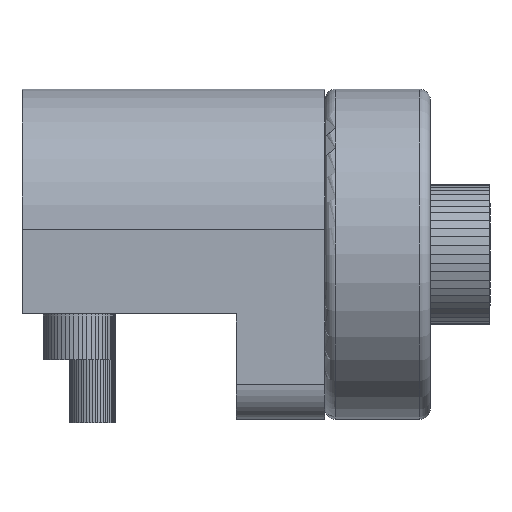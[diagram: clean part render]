
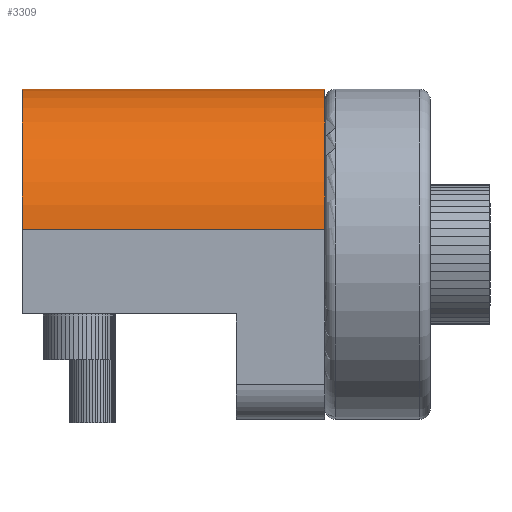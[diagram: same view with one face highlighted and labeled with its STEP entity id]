
A CAD part, left-side view. The second image highlights one B-rep face of the part: STEP entity #3309.
In plain terms, the highlighted cylindrical face has radius 2 mm (diameter 4 mm), a partial arc.
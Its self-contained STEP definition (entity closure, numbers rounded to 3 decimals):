
#443 = VERTEX_POINT('',#444);
#444 = CARTESIAN_POINT('',(-5.25,0.,4.7));
#606 = VERTEX_POINT('',#607);
#607 = CARTESIAN_POINT('',(-7.25,0.,2.7));
#797 = VERTEX_POINT('',#798);
#798 = CARTESIAN_POINT('',(-5.25,4.31,4.7));
#806 = EDGE_CURVE('',#797,#443,#807,.T.);
#807 = LINE('',#808,#809);
#808 = CARTESIAN_POINT('',(-5.25,4.31,4.7));
#809 = VECTOR('',#810,1.);
#810 = DIRECTION('',(-0.,-1.,0.));
#852 = EDGE_CURVE('',#606,#443,#853,.T.);
#853 = CIRCLE('',#854,2.);
#854 = AXIS2_PLACEMENT_3D('',#855,#856,#857);
#855 = CARTESIAN_POINT('',(-5.25,0.,2.7));
#856 = DIRECTION('',(0.,1.,0.));
#857 = DIRECTION('',(-1.,-0.,-0.));
#997 = VERTEX_POINT('',#998);
#998 = CARTESIAN_POINT('',(-7.25,4.31,2.7));
#1004 = EDGE_CURVE('',#997,#606,#1005,.T.);
#1005 = LINE('',#1006,#1007);
#1006 = CARTESIAN_POINT('',(-7.25,4.31,2.7));
#1007 = VECTOR('',#1008,1.);
#1008 = DIRECTION('',(-0.,-1.,-0.));
#3309 = ADVANCED_FACE('',(#3310),#3322,.T.);
#3310 = FACE_BOUND('',#3311,.F.);
#3311 = EDGE_LOOP('',(#3312,#3319,#3320,#3321));
#3312 = ORIENTED_EDGE('',*,*,#3313,.T.);
#3313 = EDGE_CURVE('',#997,#797,#3314,.T.);
#3314 = CIRCLE('',#3315,2.);
#3315 = AXIS2_PLACEMENT_3D('',#3316,#3317,#3318);
#3316 = CARTESIAN_POINT('',(-5.25,4.31,2.7));
#3317 = DIRECTION('',(0.,1.,0.));
#3318 = DIRECTION('',(-1.,-0.,-0.));
#3319 = ORIENTED_EDGE('',*,*,#806,.T.);
#3320 = ORIENTED_EDGE('',*,*,#852,.F.);
#3321 = ORIENTED_EDGE('',*,*,#1004,.F.);
#3322 = CYLINDRICAL_SURFACE('',#3323,2.);
#3323 = AXIS2_PLACEMENT_3D('',#3324,#3325,#3326);
#3324 = CARTESIAN_POINT('',(-5.25,4.31,2.7));
#3325 = DIRECTION('',(-0.,-1.,-0.));
#3326 = DIRECTION('',(-1.,-0.,-0.));
